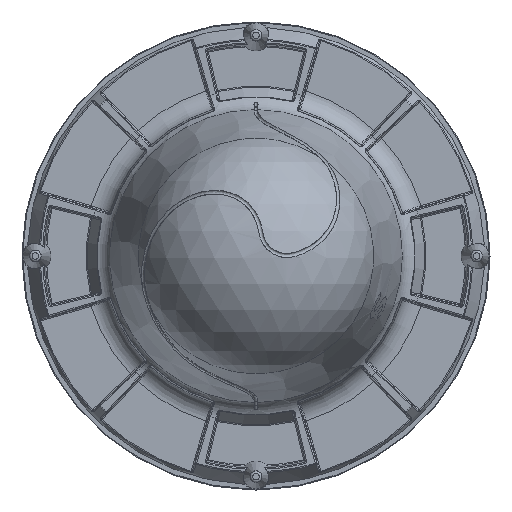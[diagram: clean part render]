
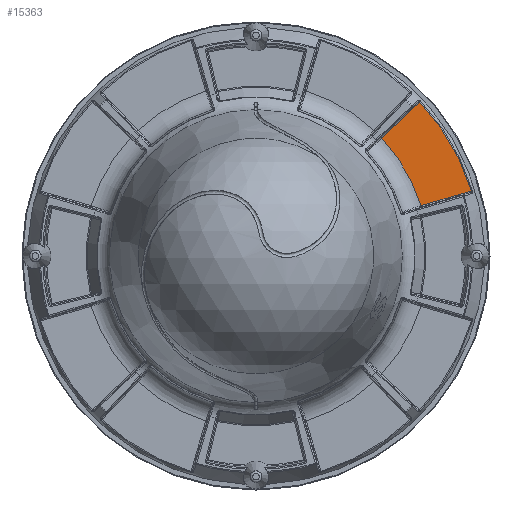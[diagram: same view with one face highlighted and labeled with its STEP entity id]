
A CAD part, front view. The second image highlights one B-rep face of the part: STEP entity #15363.
In plain terms, the highlighted planar face has unit normal (0, -1, 0).
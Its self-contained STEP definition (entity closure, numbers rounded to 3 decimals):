
#3898 = LINE ( 'NONE', #14399, #10385 ) ;
#4575 = AXIS2_PLACEMENT_3D ( 'NONE', #13012, #15225, #13200 ) ;
#4882 = CIRCLE ( 'NONE', #4575, 64.791 ) ;
#7061 = EDGE_LOOP ( 'NONE', ( #13498, #17969, #16668, #14406 ) ) ;
#7687 = CARTESIAN_POINT ( 'NONE',  ( 0., -4., 0. ) ) ;
#8389 = AXIS2_PLACEMENT_3D ( 'NONE', #7687, #23154, #27596 ) ;
#9911 = CARTESIAN_POINT ( 'NONE',  ( 47.328, -4., 44.247 ) ) ;
#10385 = VECTOR ( 'NONE', #16417, 1000. ) ;
#10809 = LINE ( 'NONE', #28047, #25987 ) ;
#11360 = CARTESIAN_POINT ( 'NONE',  ( 61.667, -4., 57.854 ) ) ;
#13012 = CARTESIAN_POINT ( 'NONE',  ( 0., -4., 0. ) ) ;
#13200 = DIRECTION ( 'NONE',  ( 0., 0., 1. ) ) ;
#13399 = DIRECTION ( 'NONE',  ( 0., 0., -1. ) ) ;
#13498 = ORIENTED_EDGE ( 'NONE', *, *, #25375, .T. ) ;
#14399 = CARTESIAN_POINT ( 'NONE',  ( 61.877, -4., 58.053 ) ) ;
#14406 = ORIENTED_EDGE ( 'NONE', *, *, #16703, .T. ) ;
#15225 = DIRECTION ( 'NONE',  ( 0., 1., 0. ) ) ;
#15363 = ADVANCED_FACE ( 'NONE', ( #15915 ), #15421, .T. ) ;
#15421 = PLANE ( 'NONE',  #23897 ) ;
#15857 = EDGE_CURVE ( 'NONE', #27776, #18981, #3898, .T. ) ;
#15915 = FACE_OUTER_BOUND ( 'NONE', #7061, .T. ) ;
#16417 = DIRECTION ( 'NONE',  ( -0.725, 0., -0.688 ) ) ;
#16580 = CARTESIAN_POINT ( 'NONE',  ( 61.984, -4., 18.864 ) ) ;
#16668 = ORIENTED_EDGE ( 'NONE', *, *, #15857, .T. ) ;
#16703 = EDGE_CURVE ( 'NONE', #18981, #20699, #4882, .T. ) ;
#17075 = DIRECTION ( 'NONE',  ( 0.959, 0., 0.284 ) ) ;
#17738 = DIRECTION ( 'NONE',  ( 0., -1., 0. ) ) ;
#17969 = ORIENTED_EDGE ( 'NONE', *, *, #27065, .T. ) ;
#18666 = VERTEX_POINT ( 'NONE', #24370 ) ;
#18981 = VERTEX_POINT ( 'NONE', #9911 ) ;
#20699 = VERTEX_POINT ( 'NONE', #16580 ) ;
#22040 = CARTESIAN_POINT ( 'NONE',  ( 61.545, -4., 58.404 ) ) ;
#23154 = DIRECTION ( 'NONE',  ( 0., -1., 0. ) ) ;
#23897 = AXIS2_PLACEMENT_3D ( 'NONE', #22040, #17738, #13399 ) ;
#24370 = CARTESIAN_POINT ( 'NONE',  ( 80.936, -4., 24.478 ) ) ;
#24572 = CIRCLE ( 'NONE', #8389, 84.557 ) ;
#25375 = EDGE_CURVE ( 'NONE', #20699, #18666, #10809, .T. ) ;
#25987 = VECTOR ( 'NONE', #17075, 1000. ) ;
#27065 = EDGE_CURVE ( 'NONE', #18666, #27776, #24572, .T. ) ;
#27596 = DIRECTION ( 'NONE',  ( 0., 0., -1. ) ) ;
#27776 = VERTEX_POINT ( 'NONE', #11360 ) ;
#28047 = CARTESIAN_POINT ( 'NONE',  ( 81.214, -4., 24.56 ) ) ;
